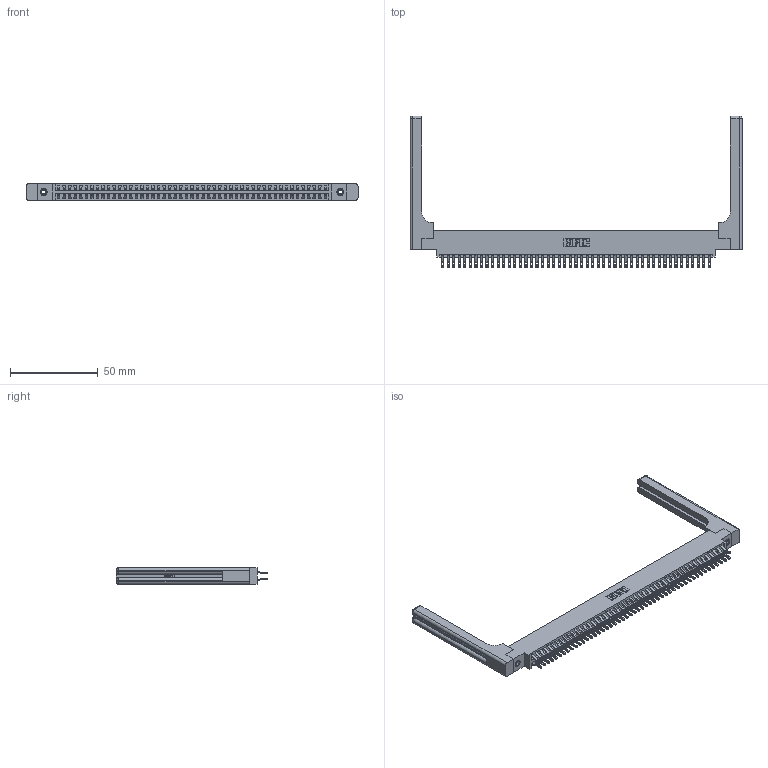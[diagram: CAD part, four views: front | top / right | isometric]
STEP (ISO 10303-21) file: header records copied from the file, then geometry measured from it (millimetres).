
FILE_DESCRIPTION (( 'STEP AP203' ), '1' );
FILE_NAME ('346-098-555-858.STEP', '2022-05-26T18:50:01', ( '' ), ( '' ), 'SwSTEP 2.0', 'SolidWorks 2020', '' );
FILE_SCHEMA (( 'CONFIG_CONTROL_DESIGN' ));
Length unit declared in the file: inch
Products named in the file (5): 346-220-058_345-220-058; 346 Part_0.170 Offset - 0.156 Dia-TH; 346-098-555-858; 345-250-001_345-250-001-102; 345-292-001_555 Tail
Assembly tree (103 placements, depth 2):
  346-098-555-858
    346 Part_0.170 Offset - 0.156 Dia-TH
    345-292-001_555 Tail  x98
    345-250-001_345-250-001-102  x2
    346-220-058_345-220-058  x2
Bounding box: 189.64 x 86.74 x 9.4 mm (x, y, z)
Volume: 26152.1 mm3; surface area: 31956.7 mm2
Topology: 103 solids, 103 shells, 6080 faces, 18977 edges, 12630 vertices
Faces by surface type: plane 3476, cylinder 2544, bspline 36, cone 12, sphere 8, torus 4
Entity records: 37092 total; most frequent: CARTESIAN_POINT 7153, ORIENTED_EDGE 5852, DIRECTION 5254, EDGE_CURVE 2926, LINE 2486, VECTOR 2486, VERTEX_POINT 1942, AXIS2_PLACEMENT_3D 1384
